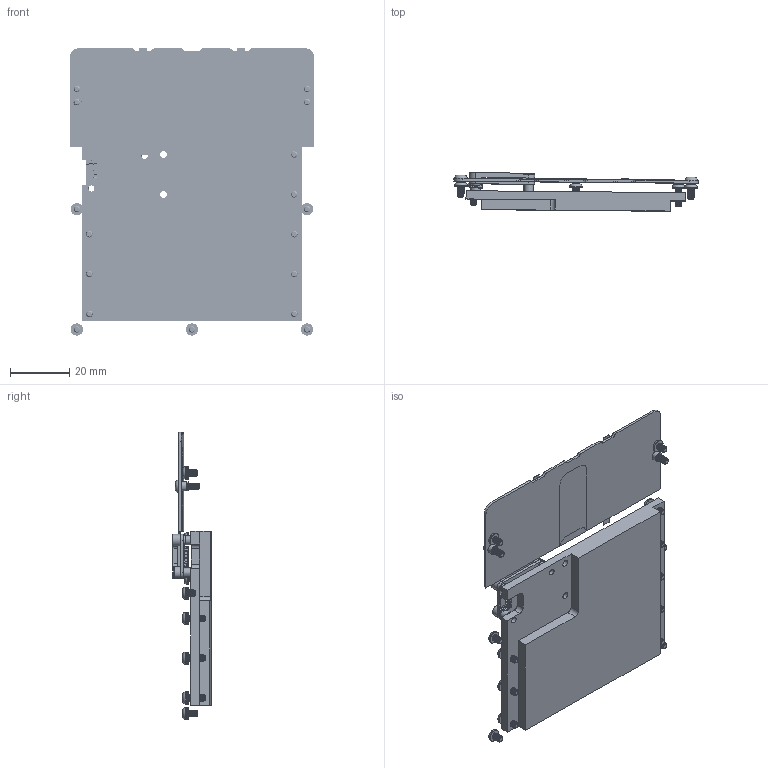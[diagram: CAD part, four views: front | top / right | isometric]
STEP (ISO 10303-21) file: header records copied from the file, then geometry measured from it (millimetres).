
FILE_DESCRIPTION(/* description */ (''),/* implementation_level */ '2;1');
FILE_NAME(/* name */ 'Payload With Standoffs.step',/* time_stamp */ '2023-11-25T10:33:27-06:00',/* author */ (''),/* organization */ (''),/* preprocessor_version */ 'ST-DEVELOPER v20',/* originating_system */ 'Autodesk Translation Framework v12.14.0.127',/* authorisation */ '');
FILE_SCHEMA (('AUTOMOTIVE_DESIGN { 1 0 10303 214 3 1 1 }'));
Length unit declared in the file: millimetre
Products named in the file (21): wholeFacePayloadWithStandoffs; SkiteHolderAssembly_11.20.21.STEP; new_bottomFace.STEP; perovskite_panel_face_1.STEP.STEP; 1U Solar Array - Asm v8.STEP.STEP.STEP; Micro Link Solar Array v1_2x1 No Tab.STEP.STEP.STEP; Micro Link Solar Cell v1.step.STEP.STEP; 1U Solar PCB_perovskiteSLDPRT.STEP.STEP; 92510A378_ALUM UNTHRD SPACER 1-16in_92510A378.step.STEP.STEP; FSS100 V2 Assembly.STEP; FSS100 V2 Assembly.stp.STEP; FSSV2 PCB Board.stp.STEP; FSS Proto-Shell.stp.STEP; 781710004.stp.STEP; SNZS-M2-3.5.stp.STEP; Quad Segmented Photodiode.stp.STEP; 90910A781_LOW-PROFILE BUTTON HEAD TORX MACHINE SCREW 1-8in_90910A781.
step.STEP.STEP; 90910A682_LOW-PROFILE BUTTON HEAD TORX MACHINE SCREW 1-4in_90910A682.
step.STEP.STEP; 92510A414_Aluminum Unthreaded Spacer_92510A414.STEP; MetalStandoff; Spacer
Assembly tree (42 placements, depth 5):
  wholeFacePayloadWithStandoffs
    SkiteHolderAssembly_11.20.21.STEP
      new_bottomFace.STEP
    perovskite_panel_face_1.STEP.STEP
      1U Solar Array - Asm v8.STEP.STEP.STEP
        Micro Link Solar Array v1_2x1 No Tab.STEP.STEP.STEP
          Micro Link Solar Cell v1.step.STEP.STEP
        1U Solar PCB_perovskiteSLDPRT.STEP.STEP
      90910A682_LOW-PROFILE BUTTON HEAD TORX MACHINE SCREW 1-4in_90910A682.
step.STEP.STEP  x2
      92510A378_ALUM UNTHRD SPACER 1-16in_92510A378.step.STEP.STEP  x2
    FSS100 V2 Assembly.STEP
      FSS100 V2 Assembly.stp.STEP
        FSSV2 PCB Board.stp.STEP
        FSS Proto-Shell.stp.STEP
        781710004.stp.STEP
        SNZS-M2-3.5.stp.STEP  x2
        Quad Segmented Photodiode.stp.STEP
    90910A781_LOW-PROFILE BUTTON HEAD TORX MACHINE SCREW 1-8in_90910A781.
step.STEP.STEP  x7
    90910A682_LOW-PROFILE BUTTON HEAD TORX MACHINE SCREW 1-4in_90910A682.
step.STEP.STEP  x8
    92510A414_Aluminum Unthreaded Spacer_92510A414.STEP  x2
    MetalStandoff  x3
    Spacer  x3
Bounding box: 83 x 13.01 x 97.33 mm (x, y, z)
Volume: 16034.5 mm3; surface area: 30102.7 mm2
Topology: 37 solids, 37 shells, 1422 faces, 3798 edges, 2479 vertices
Faces by surface type: cylinder 732, plane 491, cone 125, bspline 53, torus 21
Full cylindrical faces by diameter (mm): 1.599 x189, 2 x4, 2.1 x8, 2.184 x155, 2.272 x1, 2.275 x1, 2.28 x5, 2.281 x1, 2.286 x4, 2.329 x2, 2.438 x2, 3.16 x3, 3.175 x4, 3.2 x3, 4.166 x17, 4.5 x3
Entity records: 25675 total; most frequent: CARTESIAN_POINT 9143, ORIENTED_EDGE 3382, DIRECTION 3139, EDGE_CURVE 1691, LINE 1269, VECTOR 1269, VERTEX_POINT 1108, AXIS2_PLACEMENT_3D 935
